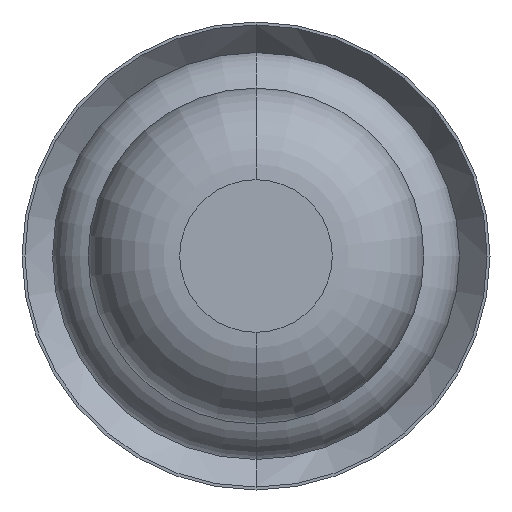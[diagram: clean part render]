
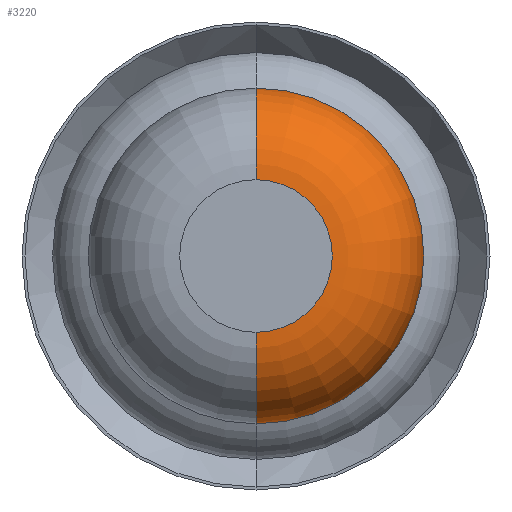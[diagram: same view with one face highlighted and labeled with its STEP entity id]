
A CAD part, front view. The second image highlights one B-rep face of the part: STEP entity #3220.
In plain terms, the highlighted toroidal (fillet/blend) face has major radius 0.375 mm and minor radius 0.45 mm.
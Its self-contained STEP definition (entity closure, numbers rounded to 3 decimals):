
#119 = AXIS2_PLACEMENT_3D ( 'NONE', #739, #722, #709 ) ;
#169 = VERTEX_POINT ( 'NONE', #3978 ) ;
#233 = CARTESIAN_POINT ( 'NONE',  ( 0., -24., 0. ) ) ;
#379 = DIRECTION ( 'NONE',  ( 0., 1., 0. ) ) ;
#575 = DIRECTION ( 'NONE',  ( 0., 0., 1. ) ) ;
#591 = DIRECTION ( 'NONE',  ( 0., 0., 1. ) ) ;
#709 = DIRECTION ( 'NONE',  ( 0., 0., 1. ) ) ;
#722 = DIRECTION ( 'NONE',  ( -1., 0., 0. ) ) ;
#739 = CARTESIAN_POINT ( 'NONE',  ( 0., -23.55, 0.375 ) ) ;
#750 = ORIENTED_EDGE ( 'NONE', *, *, #2779, .T. ) ;
#845 = VERTEX_POINT ( 'NONE', #3875 ) ;
#923 = AXIS2_PLACEMENT_3D ( 'NONE', #3625, #379, #3260 ) ;
#1160 = AXIS2_PLACEMENT_3D ( 'NONE', #1663, #4191, #591 ) ;
#1167 = DIRECTION ( 'NONE',  ( 1., 0., 0. ) ) ;
#1424 = AXIS2_PLACEMENT_3D ( 'NONE', #4401, #1167, #1867 ) ;
#1663 = CARTESIAN_POINT ( 'NONE',  ( 0., -23.55, 0. ) ) ;
#1775 = EDGE_LOOP ( 'NONE', ( #2213, #750, #2190, #2782 ) ) ;
#1867 = DIRECTION ( 'NONE',  ( 0., 0., -1. ) ) ;
#1995 = CIRCLE ( 'NONE', #1160, 0.825 ) ;
#2190 = ORIENTED_EDGE ( 'NONE', *, *, #3988, .F. ) ;
#2213 = ORIENTED_EDGE ( 'NONE', *, *, #4531, .T. ) ;
#2287 = VERTEX_POINT ( 'NONE', #3605 ) ;
#2334 = VERTEX_POINT ( 'NONE', #3203 ) ;
#2653 = CIRCLE ( 'NONE', #119, 0.45 ) ;
#2713 = EDGE_CURVE ( 'NONE', #845, #169, #2653, .T. ) ;
#2779 = EDGE_CURVE ( 'NONE', #2334, #2287, #2887, .T. ) ;
#2782 = ORIENTED_EDGE ( 'NONE', *, *, #2713, .F. ) ;
#2855 = AXIS2_PLACEMENT_3D ( 'NONE', #233, #3500, #575 ) ;
#2887 = CIRCLE ( 'NONE', #1424, 0.45 ) ;
#3096 = TOROIDAL_SURFACE ( 'NONE', #923, 0.375, 0.45 ) ;
#3203 = CARTESIAN_POINT ( 'NONE',  ( 0., -24., -0.375 ) ) ;
#3220 = ADVANCED_FACE ( 'Defeature ausgef�hrt2_7', ( #4362 ), #3096, .T. ) ;
#3260 = DIRECTION ( 'NONE',  ( 0., 0., 1. ) ) ;
#3500 = DIRECTION ( 'NONE',  ( 0., 1., 0. ) ) ;
#3605 = CARTESIAN_POINT ( 'NONE',  ( 0., -23.55, -0.825 ) ) ;
#3625 = CARTESIAN_POINT ( 'NONE',  ( 0., -23.55, 0. ) ) ;
#3875 = CARTESIAN_POINT ( 'NONE',  ( 0., -24., 0.375 ) ) ;
#3978 = CARTESIAN_POINT ( 'NONE',  ( 0., -23.55, 0.825 ) ) ;
#3988 = EDGE_CURVE ( 'Defeature ausgef�hrt2_8+Defeature ausgef�hrt2_7+Defeature ausgef�hrt2_7+Defeature ausgef�hrt2_7', #169, #2287, #1995, .T. ) ;
#4155 = CIRCLE ( 'NONE', #2855, 0.375 ) ;
#4191 = DIRECTION ( 'NONE',  ( 0., 1., 0. ) ) ;
#4362 = FACE_OUTER_BOUND ( 'NONE', #1775, .T. ) ;
#4401 = CARTESIAN_POINT ( 'NONE',  ( 0., -23.55, -0.375 ) ) ;
#4531 = EDGE_CURVE ( 'Defeature ausgef�hrt2_7+Defeature ausgef�hrt2_6+Defeature ausgef�hrt2_6+Defeature ausgef�hrt2_6', #845, #2334, #4155, .T. ) ;
